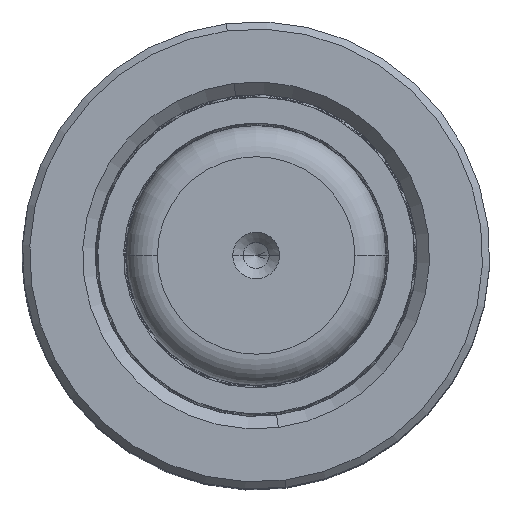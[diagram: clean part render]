
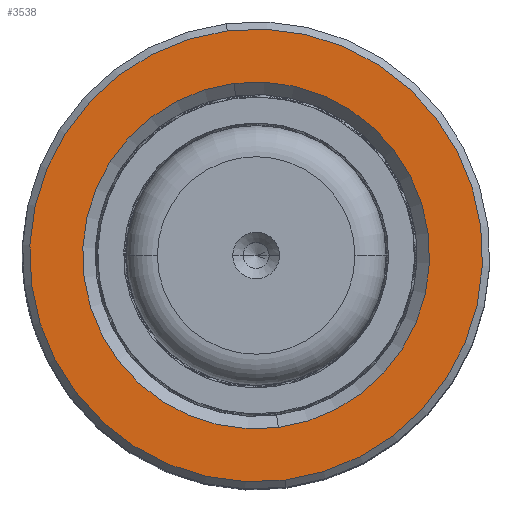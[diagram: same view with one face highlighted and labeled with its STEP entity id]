
A CAD part, top view. The second image highlights one B-rep face of the part: STEP entity #3538.
In plain terms, the highlighted planar face has unit normal (0, 0, 1).
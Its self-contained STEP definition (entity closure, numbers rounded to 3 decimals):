
#1418 = DIRECTION ( 'NONE',  ( 1., 0., 0. ) ) ;
#1483 = CARTESIAN_POINT ( 'NONE',  ( 0., 0., 60. ) ) ;
#3538 = ADVANCED_FACE ( 'NONE', ( #36464, #31145 ), #10823, .T. ) ;
#5515 = EDGE_CURVE ( 'NONE', #25208, #15774, #44753, .T. ) ;
#9656 = DIRECTION ( 'NONE',  ( 1., 0., 0. ) ) ;
#10823 = PLANE ( 'NONE',  #17247 ) ;
#12339 = DIRECTION ( 'NONE',  ( 0., 0., 1. ) ) ;
#12779 = DIRECTION ( 'NONE',  ( 1., 0., 0. ) ) ;
#14067 = AXIS2_PLACEMENT_3D ( 'NONE', #20932, #35687, #9656 ) ;
#14676 = CARTESIAN_POINT ( 'NONE',  ( -21.8, 0., 60. ) ) ;
#15774 = VERTEX_POINT ( 'NONE', #38667 ) ;
#16697 = DIRECTION ( 'NONE',  ( 0., 0., -1. ) ) ;
#16759 = DIRECTION ( 'NONE',  ( 0., 0., 1. ) ) ;
#16861 = CARTESIAN_POINT ( 'NONE',  ( 0., 0., 60. ) ) ;
#17014 = ORIENTED_EDGE ( 'NONE', *, *, #21977, .T. ) ;
#17247 = AXIS2_PLACEMENT_3D ( 'NONE', #35060, #12339, #19973 ) ;
#19003 = VERTEX_POINT ( 'NONE', #32500 ) ;
#19394 = EDGE_LOOP ( 'NONE', ( #41537, #46430 ) ) ;
#19724 = AXIS2_PLACEMENT_3D ( 'NONE', #24124, #16697, #1418 ) ;
#19973 = DIRECTION ( 'NONE',  ( 1., 0., 0. ) ) ;
#20932 = CARTESIAN_POINT ( 'NONE',  ( 0., 0., 60. ) ) ;
#21900 = EDGE_CURVE ( 'NONE', #19003, #41070, #31159, .T. ) ;
#21977 = EDGE_CURVE ( 'NONE', #41070, #19003, #44819, .T. ) ;
#24124 = CARTESIAN_POINT ( 'NONE',  ( 0., 0., 60. ) ) ;
#24277 = DIRECTION ( 'NONE',  ( 1., 0., 0. ) ) ;
#25208 = VERTEX_POINT ( 'NONE', #14676 ) ;
#26245 = CARTESIAN_POINT ( 'NONE',  ( -16.7, 0., 60. ) ) ;
#27974 = AXIS2_PLACEMENT_3D ( 'NONE', #16861, #47391, #24277 ) ;
#30519 = ORIENTED_EDGE ( 'NONE', *, *, #21900, .T. ) ;
#31145 = FACE_BOUND ( 'NONE', #38923, .T. ) ;
#31159 = CIRCLE ( 'NONE', #19724, 16.7 ) ;
#32500 = CARTESIAN_POINT ( 'NONE',  ( 16.7, 0., 60. ) ) ;
#33764 = AXIS2_PLACEMENT_3D ( 'NONE', #1483, #16759, #12779 ) ;
#35060 = CARTESIAN_POINT ( 'NONE',  ( 0., 0., 60. ) ) ;
#35687 = DIRECTION ( 'NONE',  ( 0., 0., 1. ) ) ;
#36464 = FACE_OUTER_BOUND ( 'NONE', #19394, .T. ) ;
#36535 = CIRCLE ( 'NONE', #14067, 21.8 ) ;
#38667 = CARTESIAN_POINT ( 'NONE',  ( 21.8, 0., 60. ) ) ;
#38923 = EDGE_LOOP ( 'NONE', ( #30519, #17014 ) ) ;
#41070 = VERTEX_POINT ( 'NONE', #26245 ) ;
#41537 = ORIENTED_EDGE ( 'NONE', *, *, #5515, .T. ) ;
#41682 = EDGE_CURVE ( 'NONE', #15774, #25208, #36535, .T. ) ;
#44753 = CIRCLE ( 'NONE', #33764, 21.8 ) ;
#44819 = CIRCLE ( 'NONE', #27974, 16.7 ) ;
#46430 = ORIENTED_EDGE ( 'NONE', *, *, #41682, .T. ) ;
#47391 = DIRECTION ( 'NONE',  ( 0., 0., -1. ) ) ;
